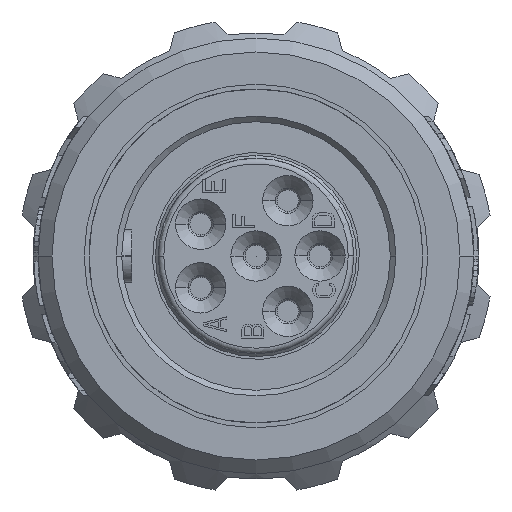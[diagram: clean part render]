
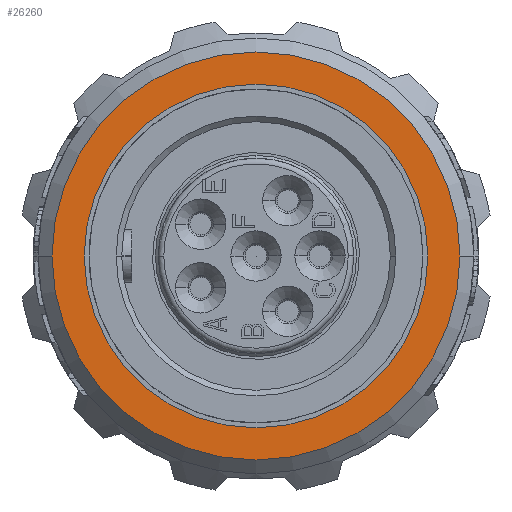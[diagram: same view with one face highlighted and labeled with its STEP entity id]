
A CAD part, left-side view. The second image highlights one B-rep face of the part: STEP entity #26260.
In plain terms, the highlighted planar face has unit normal (-1, 0, 0).
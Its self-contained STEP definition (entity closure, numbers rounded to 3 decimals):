
#6156=CARTESIAN_POINT('',(-18.,0.,0.));
#6157=DIRECTION('',(-1.,0.,0.));
#6158=DIRECTION('',(0.,1.,0.));
#6159=AXIS2_PLACEMENT_3D('',#6156,#6157,#6158);
#6174=CARTESIAN_POINT('',(-18.,0.,0.));
#6175=DIRECTION('',(-1.,0.,0.));
#6176=DIRECTION('',(0.,1.,0.));
#6177=AXIS2_PLACEMENT_3D('',#6174,#6175,#6176);
#6179=CARTESIAN_POINT('',(-18.,0.,0.));
#6180=DIRECTION('',(-1.,0.,0.));
#6181=DIRECTION('',(0.,-1.,0.));
#6182=AXIS2_PLACEMENT_3D('',#6179,#6180,#6181);
#6184=CARTESIAN_POINT('',(-18.,0.,0.));
#6185=DIRECTION('',(1.,0.,0.));
#6186=DIRECTION('',(0.,1.,0.));
#6187=AXIS2_PLACEMENT_3D('',#6184,#6185,#6186);
#16454=CARTESIAN_POINT('',(-18.,7.3,0.));
#16455=CARTESIAN_POINT('',(-18.,-7.3,0.));
#16456=VERTEX_POINT('',#16454);
#16457=VERTEX_POINT('',#16455);
#16466=CARTESIAN_POINT('',(-18.,6.15,0.));
#16467=CARTESIAN_POINT('',(-18.,-6.15,0.));
#16468=VERTEX_POINT('',#16466);
#16469=VERTEX_POINT('',#16467);
#26244=CARTESIAN_POINT('',(-18.,0.,0.));
#26245=DIRECTION('',(1.,0.,0.));
#26246=DIRECTION('',(0.,-1.,0.));
#26247=AXIS2_PLACEMENT_3D('',#26244,#26245,#26246);
#26248=PLANE('371',#26247);
#26249=ORIENTED_EDGE('1741',*,*,#26227,.F.);
#26251=ORIENTED_EDGE('1739',*,*,#26250,.T.);
#26252=EDGE_LOOP('371',(#26249,#26251));
#26253=FACE_OUTER_BOUND('371',#26252,.F.);
#26255=ORIENTED_EDGE('1763',*,*,#26254,.T.);
#26257=ORIENTED_EDGE('1764',*,*,#26256,.T.);
#26258=EDGE_LOOP('371',(#26255,#26257));
#26259=FACE_BOUND('371',#26258,.F.);
#6160=CIRCLE('1741',#6159,7.3);
#6178=CIRCLE('1763',#6177,6.15);
#6183=CIRCLE('1764',#6182,6.15);
#6188=CIRCLE('1739',#6187,7.3);
#26227=EDGE_CURVE('1741',#16456,#16457,#6160,.T.);
#26250=EDGE_CURVE('1739',#16456,#16457,#6188,.T.);
#26254=EDGE_CURVE('1763',#16468,#16469,#6178,.T.);
#26256=EDGE_CURVE('1764',#16469,#16468,#6183,.T.);
#26260=ADVANCED_FACE('371',(#26253,#26259),#26248,.F.);
